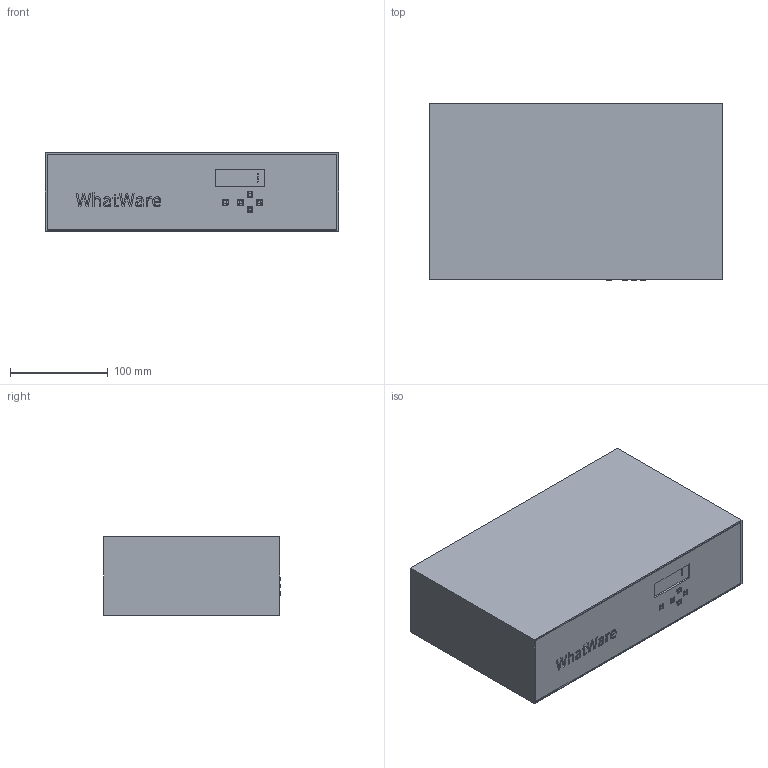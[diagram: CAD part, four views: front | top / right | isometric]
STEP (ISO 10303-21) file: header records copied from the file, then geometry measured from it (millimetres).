
FILE_DESCRIPTION(/* description */ ('STEP AP242','CAx-IF Rec.Pracs.---Representation and Presentation of Product Manufacturing Information (PMI)---4.0---2014-10-13','CAx-IF Rec.Pracs.---3D Tessellated Geometry---0.4---2014-09-14','2;1'),/* implementation_level */ '2;1');
FILE_NAME(/* name */ '685ccb88d4d2e73c2767074f',/* time_stamp */ '2025-06-26T04:24:41Z',/* author */ (''),/* organization */ (''),/* preprocessor_version */ 'ST-DEVELOPER v20',/* originating_system */ 'ONSHAPE BY PTC INC, 1.199',/* authorisation */ ' ');
FILE_SCHEMA (('AP242_MANAGED_MODEL_BASED_3D_ENGINEERING_MIM_LF { 1 0 10303 442 1 1 4 }'));
Length unit declared in the file: metre
Products named in the file (28): Assembly 1; Part 1; Assembly 2 <1>; control-board 1 <1>; PinHeader_1x04_P2.54mm_Vertical; control-board_PCB; PhoenixContact_MSTBA_2,5_4-G-5,08_1x04_P5.08mm_Horizontal; SW_PUSH_6mm; SOIC-14_3.9x8.7mm_P1.27mm; C_Disc_D6.0mm_W2.5mm_P5.00mm; audio-receiver 1 <1>; TO-126-3_Vertical; D_DO-35_SOD27_P7.62mm_Horizontal; R_Axial_Power_L25.0mm_W9.0mm_P27.94mm; D_DO-41_SOD81_P7.62mm_Horizontal; R_Axial_DIN0309_L9.0mm_D3.2mm_P12.70mm_Horizontal; CP_Radial_D5.0mm_P2.00mm; audio-receiver_PCB; R_Axial_DIN0207_L6.3mm_D2.5mm_P7.62mm_Horizontal; CP_Radial_D8.0mm_P3.50mm; C_Disc_D4.3mm_W1.9mm_P5.00mm; TO-220-3_Vertical; CP_Radial_D16.0mm_P7.50mm; R_Axial_DIN0204_L3.6mm_D1.6mm_P5.08mm_Horizontal; TO-92_Inline_Wide; PhoenixContact_MSTBA_2,5_3-G-5,08_1x03_P5.08mm_Horizontal
Assembly tree (95 placements, depth 4):
  Assembly 1
    Part 1
    Assembly 2 <1>
      Part 1
      control-board 1 <1>
        PinHeader_1x04_P2.54mm_Vertical
        control-board_PCB
        PhoenixContact_MSTBA_2,5_4-G-5,08_1x04_P5.08mm_Horizontal
        SW_PUSH_6mm  x5
        SOIC-14_3.9x8.7mm_P1.27mm
        C_Disc_D6.0mm_W2.5mm_P5.00mm
    audio-receiver 1 <1>
      TO-126-3_Vertical  x6
      D_DO-35_SOD27_P7.62mm_Horizontal  x8
      R_Axial_Power_L25.0mm_W9.0mm_P27.94mm  x4
      D_DO-41_SOD81_P7.62mm_Horizontal  x8
      R_Axial_DIN0309_L9.0mm_D3.2mm_P12.70mm_Horizontal  x2
      CP_Radial_D5.0mm_P2.00mm  x4
      audio-receiver_PCB
      R_Axial_DIN0207_L6.3mm_D2.5mm_P7.62mm_Horizontal  x18
      CP_Radial_D8.0mm_P3.50mm  x6
      D_DO-35_SOD27_P7.62mm_Horizontal  x8
      C_Disc_D4.3mm_W1.9mm_P5.00mm  x4
      TO-220-3_Vertical  x4
      CP_Radial_D16.0mm_P7.50mm  x2
      R_Axial_DIN0204_L3.6mm_D1.6mm_P5.08mm_Horizontal  x2
      TO-92_Inline_Wide  x2
      PhoenixContact_MSTBA_2,5_3-G-5,08_1x03_P5.08mm_Horizontal
Bounding box: 300 x 180.25 x 80 mm (x, y, z)
Volume: 407658.5 mm3; surface area: 419160.6 mm2
Topology: 92 solids, 104 shells, 3159 faces, 7631 edges, 4974 vertices
Faces by surface type: plane 1929, cylinder 915, torus 243, bspline 62, sphere 10
Full cylindrical faces by diameter (mm): 0.5 x66, 0.6 x37, 0.7 x12, 0.8 x140, 0.9 x4, 1 x46, 1.1 x48, 1.2 x12, 1.4 x7, 1.44 x2, 1.6 x12, 1.7 x4, 2 x16, 2.02 x8, 2.25 x18, 2.5 x36, 2.7 x16, 2.72 x8, 2.88 x2, 3 x8, 3.16 x6, 3.2 x10, 3.5 x17, 3.735 x4, 4 x6, 5 x12, 5.6 x18, 8 x16, 11.2 x6, 16 x4
Entity records: 47011 total; most frequent: CARTESIAN_POINT 9430, DIRECTION 7020, ORIENTED_EDGE 6652, EDGE_CURVE 3326, AXIS2_PLACEMENT_3D 2390, VERTEX_POINT 2350, EDGE_LOOP 2278, FACE_BOUND 2278
